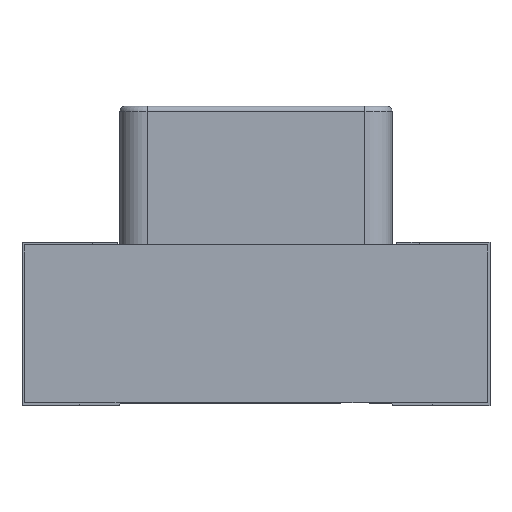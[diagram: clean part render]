
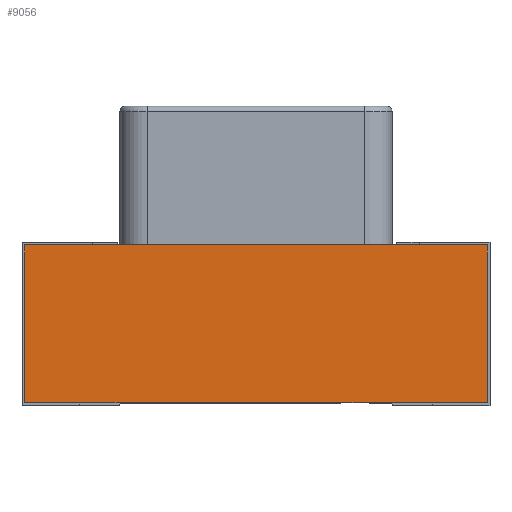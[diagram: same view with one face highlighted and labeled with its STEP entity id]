
A CAD part, top view. The second image highlights one B-rep face of the part: STEP entity #9056.
In plain terms, the highlighted planar face has unit normal (0, 0, 1).
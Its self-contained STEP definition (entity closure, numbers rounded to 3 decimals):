
#59 = CARTESIAN_POINT ( 'NONE',  ( -0.85, 0.04, 0.3 ) ) ;
#174 = ORIENTED_EDGE ( 'NONE', *, *, #7496, .F. ) ;
#179 = LINE ( 'NONE', #3384, #11772 ) ;
#225 = PLANE ( 'NONE',  #394 ) ;
#394 = AXIS2_PLACEMENT_3D ( 'NONE', #644, #4966, #6188 ) ;
#516 = CARTESIAN_POINT ( 'NONE',  ( -0.85, -0.54, 0.3 ) ) ;
#587 = EDGE_CURVE ( 'NONE', #11253, #10589, #5965, .T. ) ;
#625 = ORIENTED_EDGE ( 'NONE', *, *, #12057, .F. ) ;
#644 = CARTESIAN_POINT ( 'NONE',  ( -0.85, 0.04, 0.3 ) ) ;
#1009 = VECTOR ( 'NONE', #8576, 1000. ) ;
#1108 = EDGE_CURVE ( 'NONE', #11735, #10589, #14071, .T. ) ;
#1375 = VERTEX_POINT ( 'NONE', #11874 ) ;
#1766 = VERTEX_POINT ( 'NONE', #7985 ) ;
#2096 = ORIENTED_EDGE ( 'NONE', *, *, #4872, .T. ) ;
#2158 = VECTOR ( 'NONE', #13691, 1000. ) ;
#2192 = EDGE_CURVE ( 'NONE', #5549, #11253, #7947, .T. ) ;
#2217 = DIRECTION ( 'NONE',  ( 0., -1., 0. ) ) ;
#2561 = DIRECTION ( 'NONE',  ( 0., -1., 0. ) ) ;
#2829 = VERTEX_POINT ( 'NONE', #8092 ) ;
#2850 = VECTOR ( 'NONE', #9612, 1000. ) ;
#3366 = VERTEX_POINT ( 'NONE', #3663 ) ;
#3384 = CARTESIAN_POINT ( 'NONE',  ( -0.85, 0.04, 0.3 ) ) ;
#3488 = VECTOR ( 'NONE', #2561, 1000. ) ;
#3597 = LINE ( 'NONE', #5495, #10256 ) ;
#3663 = CARTESIAN_POINT ( 'NONE',  ( 0.311, -0.539, 0.3 ) ) ;
#3706 = LINE ( 'NONE', #7811, #6032 ) ;
#4274 = ORIENTED_EDGE ( 'NONE', *, *, #2192, .T. ) ;
#4509 = DIRECTION ( 'NONE',  ( 0., -1., 0. ) ) ;
#4698 = ORIENTED_EDGE ( 'NONE', *, *, #9990, .T. ) ;
#4872 = EDGE_CURVE ( 'NONE', #1766, #1375, #9393, .T. ) ;
#4966 = DIRECTION ( 'NONE',  ( 0., 0., -1. ) ) ;
#5495 = CARTESIAN_POINT ( 'NONE',  ( 0.311, -0.539, 0.3 ) ) ;
#5549 = VERTEX_POINT ( 'NONE', #10666 ) ;
#5965 = LINE ( 'NONE', #516, #2158 ) ;
#6032 = VECTOR ( 'NONE', #9192, 1000. ) ;
#6168 = CARTESIAN_POINT ( 'NONE',  ( 0.85, 0.04, 0.3 ) ) ;
#6188 = DIRECTION ( 'NONE',  ( 0., 1., 0. ) ) ;
#7080 = ORIENTED_EDGE ( 'NONE', *, *, #12300, .F. ) ;
#7238 = CARTESIAN_POINT ( 'NONE',  ( -0.85, -0.54, 0.3 ) ) ;
#7496 = EDGE_CURVE ( 'NONE', #5549, #3366, #3706, .T. ) ;
#7811 = CARTESIAN_POINT ( 'NONE',  ( 0.311, -0.539, 0.3 ) ) ;
#7947 = LINE ( 'NONE', #12335, #3488 ) ;
#7985 = CARTESIAN_POINT ( 'NONE',  ( -0.85, -0.54, 0.3 ) ) ;
#8092 = CARTESIAN_POINT ( 'NONE',  ( -0.85, 0.04, 0.3 ) ) ;
#8135 = ORIENTED_EDGE ( 'NONE', *, *, #587, .T. ) ;
#8576 = DIRECTION ( 'NONE',  ( 0., -1., 0. ) ) ;
#8729 = LINE ( 'NONE', #59, #10924 ) ;
#9056 = ADVANCED_FACE ( 'NONE', ( #13380 ), #225, .F. ) ;
#9192 = DIRECTION ( 'NONE',  ( -1., 0., 0. ) ) ;
#9393 = LINE ( 'NONE', #7238, #2850 ) ;
#9612 = DIRECTION ( 'NONE',  ( 1., 0., 0. ) ) ;
#9639 = ORIENTED_EDGE ( 'NONE', *, *, #1108, .F. ) ;
#9990 = EDGE_CURVE ( 'NONE', #2829, #1766, #179, .T. ) ;
#10256 = VECTOR ( 'NONE', #4509, 1000. ) ;
#10271 = CARTESIAN_POINT ( 'NONE',  ( 0.417, -0.54, 0.3 ) ) ;
#10528 = EDGE_LOOP ( 'NONE', ( #174, #4274, #8135, #9639, #625, #4698, #2096, #7080 ) ) ;
#10589 = VERTEX_POINT ( 'NONE', #11191 ) ;
#10666 = CARTESIAN_POINT ( 'NONE',  ( 0.417, -0.539, 0.3 ) ) ;
#10924 = VECTOR ( 'NONE', #13135, 1000. ) ;
#11191 = CARTESIAN_POINT ( 'NONE',  ( 0.85, -0.54, 0.3 ) ) ;
#11253 = VERTEX_POINT ( 'NONE', #10271 ) ;
#11497 = CARTESIAN_POINT ( 'NONE',  ( 0.85, 0.04, 0.3 ) ) ;
#11735 = VERTEX_POINT ( 'NONE', #11497 ) ;
#11772 = VECTOR ( 'NONE', #2217, 1000. ) ;
#11874 = CARTESIAN_POINT ( 'NONE',  ( 0.311, -0.54, 0.3 ) ) ;
#12057 = EDGE_CURVE ( 'NONE', #2829, #11735, #8729, .T. ) ;
#12300 = EDGE_CURVE ( 'NONE', #3366, #1375, #3597, .T. ) ;
#12335 = CARTESIAN_POINT ( 'NONE',  ( 0.417, -0.539, 0.3 ) ) ;
#13135 = DIRECTION ( 'NONE',  ( 1., 0., 0. ) ) ;
#13380 = FACE_OUTER_BOUND ( 'NONE', #10528, .T. ) ;
#13691 = DIRECTION ( 'NONE',  ( 1., 0., 0. ) ) ;
#14071 = LINE ( 'NONE', #6168, #1009 ) ;
